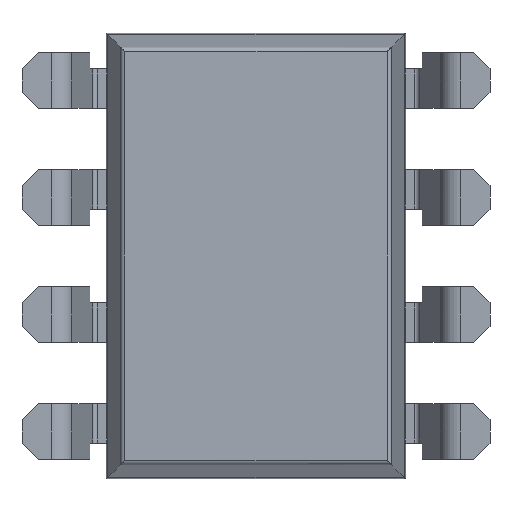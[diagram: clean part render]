
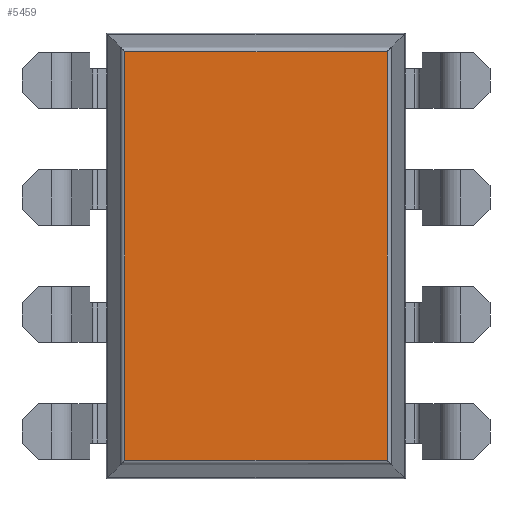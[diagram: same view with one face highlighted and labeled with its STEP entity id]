
A CAD part, front view. The second image highlights one B-rep face of the part: STEP entity #5459.
In plain terms, the highlighted planar face has unit normal (0, -1, 0).
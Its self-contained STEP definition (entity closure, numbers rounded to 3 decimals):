
#68 = VERTEX_POINT ( 'NONE', #4742 ) ;
#134 = CARTESIAN_POINT ( 'NONE',  ( 0., 0.6, 0. ) ) ;
#178 = FACE_OUTER_BOUND ( 'NONE', #1632, .T. ) ;
#449 = CARTESIAN_POINT ( 'NONE',  ( 0., 0.6, -4.434 ) ) ;
#988 = DIRECTION ( 'NONE',  ( -1., 0., 0. ) ) ;
#1268 = DIRECTION ( 'NONE',  ( 0., 1., 0. ) ) ;
#1324 = LINE ( 'NONE', #2863, #1852 ) ;
#1410 = EDGE_CURVE ( 'NONE', #68, #3098, #1324, .T. ) ;
#1442 = VECTOR ( 'NONE', #988, 1000. ) ;
#1632 = EDGE_LOOP ( 'NONE', ( #2869, #3279, #4620, #2708 ) ) ;
#1852 = VECTOR ( 'NONE', #4967, 1000. ) ;
#1984 = DIRECTION ( 'NONE',  ( 1., 0., 0. ) ) ;
#2082 = LINE ( 'NONE', #449, #4911 ) ;
#2583 = VECTOR ( 'NONE', #5091, 1000. ) ;
#2708 = ORIENTED_EDGE ( 'NONE', *, *, #5842, .T. ) ;
#2863 = CARTESIAN_POINT ( 'NONE',  ( 2.844, 0.6, 0. ) ) ;
#2869 = ORIENTED_EDGE ( 'NONE', *, *, #4218, .T. ) ;
#3080 = CARTESIAN_POINT ( 'NONE',  ( -2.844, 0.6, 0. ) ) ;
#3083 = EDGE_CURVE ( 'NONE', #5474, #68, #2082, .T. ) ;
#3098 = VERTEX_POINT ( 'NONE', #5058 ) ;
#3146 = VERTEX_POINT ( 'NONE', #4065 ) ;
#3238 = CARTESIAN_POINT ( 'NONE',  ( -2.844, 0.6, -4.434 ) ) ;
#3279 = ORIENTED_EDGE ( 'NONE', *, *, #3083, .T. ) ;
#4065 = CARTESIAN_POINT ( 'NONE',  ( -2.844, 0.6, 4.434 ) ) ;
#4218 = EDGE_CURVE ( 'NONE', #3146, #5474, #5062, .T. ) ;
#4613 = AXIS2_PLACEMENT_3D ( 'NONE', #134, #1268, #6302 ) ;
#4620 = ORIENTED_EDGE ( 'NONE', *, *, #1410, .T. ) ;
#4742 = CARTESIAN_POINT ( 'NONE',  ( 2.844, 0.6, -4.434 ) ) ;
#4911 = VECTOR ( 'NONE', #1984, 1000. ) ;
#4967 = DIRECTION ( 'NONE',  ( 0., 0., 1. ) ) ;
#5058 = CARTESIAN_POINT ( 'NONE',  ( 2.844, 0.6, 4.434 ) ) ;
#5062 = LINE ( 'NONE', #3080, #2583 ) ;
#5091 = DIRECTION ( 'NONE',  ( 0., 0., -1. ) ) ;
#5459 = ADVANCED_FACE ( 'NONE', ( #178 ), #5712, .F. ) ;
#5474 = VERTEX_POINT ( 'NONE', #3238 ) ;
#5712 = PLANE ( 'NONE',  #4613 ) ;
#5842 = EDGE_CURVE ( 'NONE', #3098, #3146, #6388, .T. ) ;
#6302 = DIRECTION ( 'NONE',  ( 1., 0., 0. ) ) ;
#6388 = LINE ( 'NONE', #6484, #1442 ) ;
#6484 = CARTESIAN_POINT ( 'NONE',  ( 0., 0.6, 4.434 ) ) ;
